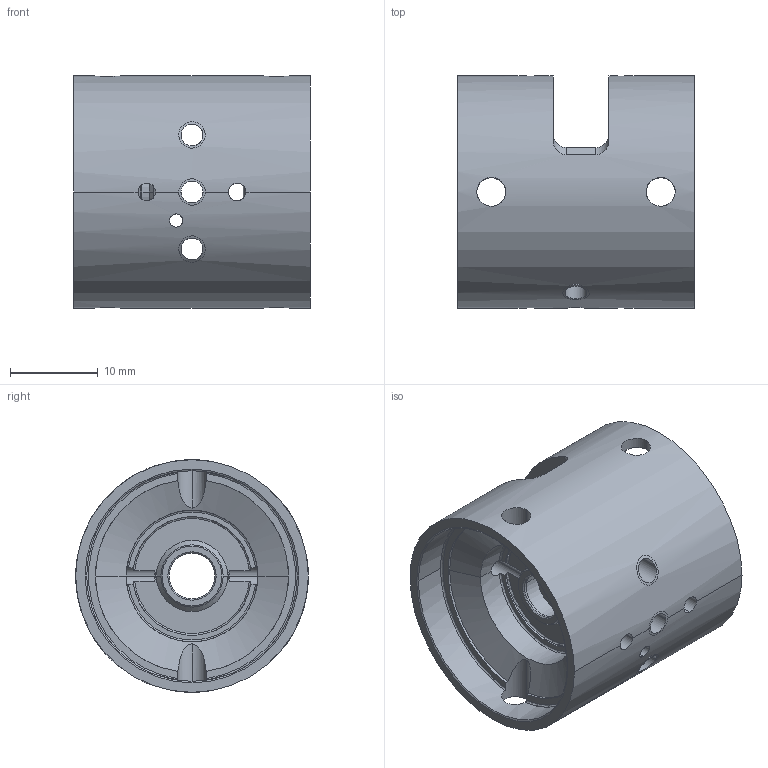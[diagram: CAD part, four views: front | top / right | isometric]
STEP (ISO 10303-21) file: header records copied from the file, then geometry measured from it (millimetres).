
FILE_DESCRIPTION((''),'2;1');
FILE_NAME('RC_IIT_010_P_008','2021-10-19T14:05:29',('silo-mech'),(''),'CREO PARAMETRIC BY PTC INC, 2020454','CREO PARAMETRIC BY PTC INC, 2020454','');
FILE_SCHEMA(('CONFIG_CONTROL_DESIGN'));
Length unit declared in the file: millimetre
Products named in the file (1): RC_IIT_010_P_008
Bounding box: 27 x 26.5 x 26.5 mm (x, y, z)
Volume: 6280.7 mm3; surface area: 5587.4 mm2
Topology: 1 solids, 6 shells, 128 faces, 385 edges, 246 vertices
Faces by surface type: cylinder 71, plane 23, cone 22, torus 12
Entity records: 5670 total; most frequent: CARTESIAN_POINT 2327, ORIENTED_EDGE 750, DIRECTION 605, EDGE_CURVE 385, VERTEX_POINT 246, AXIS2_PLACEMENT_3D 239, B_SPLINE_CURVE_WITH_KNOTS 148, EDGE_LOOP 147
